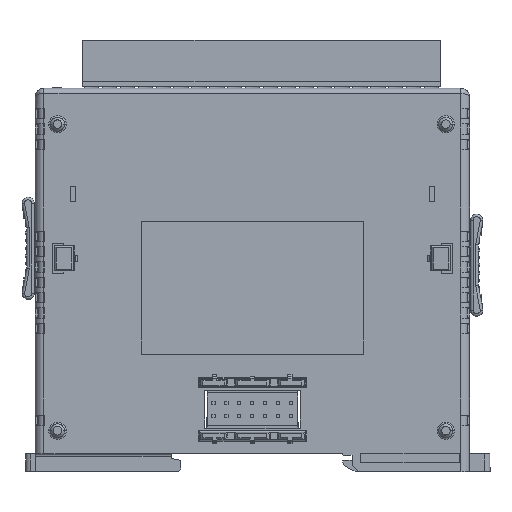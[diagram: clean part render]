
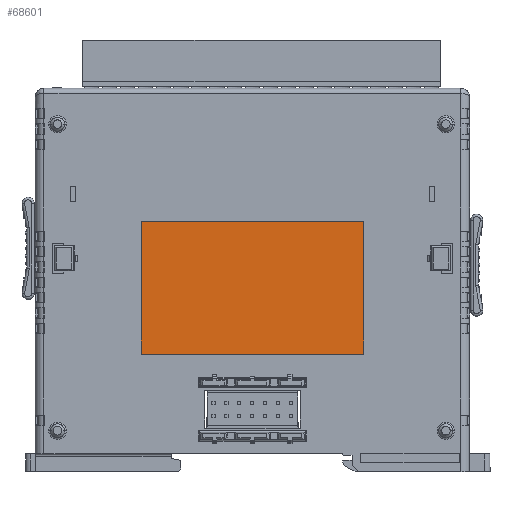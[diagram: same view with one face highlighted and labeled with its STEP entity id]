
A CAD part, left-side view. The second image highlights one B-rep face of the part: STEP entity #68601.
In plain terms, the highlighted planar face has unit normal (-1, 0, 0).
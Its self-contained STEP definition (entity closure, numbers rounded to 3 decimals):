
#2497 = EDGE_CURVE ( 'NONE', #158127, #127063, #9523, .T. ) ;
#9386 = EDGE_CURVE ( 'NONE', #157906, #158127, #189829, .T. ) ;
#9523 = LINE ( 'NONE', #122334, #109206 ) ;
#10981 = CARTESIAN_POINT ( 'NONE',  ( 83., -9.914, -36.586 ) ) ;
#18743 = EDGE_LOOP ( 'NONE', ( #174946, #86288, #158833, #62546, #158440, #184860, #98292, #77860 ) ) ;
#20382 = CARTESIAN_POINT ( 'NONE',  ( 83., 10.986, -36.386 ) ) ;
#30022 = CARTESIAN_POINT ( 'NONE',  ( 83., -53.114, -36.586 ) ) ;
#32814 = EDGE_CURVE ( 'NONE', #67743, #73064, #170510, .T. ) ;
#34045 = CARTESIAN_POINT ( 'NONE',  ( 83., 10.986, -75.386 ) ) ;
#34562 = EDGE_CURVE ( 'NONE', #36705, #67743, #34858, .T. ) ;
#34692 = DIRECTION ( 'NONE',  ( 0., 0., 1. ) ) ;
#34858 = LINE ( 'NONE', #60943, #62690 ) ;
#36705 = VERTEX_POINT ( 'NONE', #180771 ) ;
#37712 = AXIS2_PLACEMENT_3D ( 'NONE', #10981, #84242, #128901 ) ;
#40539 = CARTESIAN_POINT ( 'NONE',  ( 83., -53.314, -62.186 ) ) ;
#46634 = CARTESIAN_POINT ( 'NONE',  ( 83., -53.114, -36.386 ) ) ;
#48962 = PLANE ( 'NONE',  #94842 ) ;
#50100 = CARTESIAN_POINT ( 'NONE',  ( 83., -9.714, -36.586 ) ) ;
#50701 = VERTEX_POINT ( 'NONE', #46634 ) ;
#53888 = AXIS2_PLACEMENT_3D ( 'NONE', #87880, #102819, #146792 ) ;
#55254 = EDGE_CURVE ( 'NONE', #95736, #50701, #102938, .T. ) ;
#60943 = CARTESIAN_POINT ( 'NONE',  ( 83., 10.986, -62.386 ) ) ;
#60973 = DIRECTION ( 'NONE',  ( -1., 0., 0. ) ) ;
#62258 = CARTESIAN_POINT ( 'NONE',  ( 83., -9.914, -62.186 ) ) ;
#62546 = ORIENTED_EDGE ( 'NONE', *, *, #106690, .T. ) ;
#62690 = VECTOR ( 'NONE', #147650, 1000. ) ;
#64524 = DIRECTION ( 'NONE',  ( 0., -1., 0. ) ) ;
#67743 = VERTEX_POINT ( 'NONE', #112748 ) ;
#68601 = ADVANCED_FACE ( 'NONE', ( #159390 ), #48962, .F. ) ;
#69906 = LINE ( 'NONE', #20382, #104570 ) ;
#73064 = VERTEX_POINT ( 'NONE', #40539 ) ;
#77769 = CARTESIAN_POINT ( 'NONE',  ( 83., -53.314, -75.386 ) ) ;
#77860 = ORIENTED_EDGE ( 'NONE', *, *, #2497, .T. ) ;
#78740 = DIRECTION ( 'NONE',  ( -1., 0., 0. ) ) ;
#80855 = DIRECTION ( 'NONE',  ( 0., 0., -1. ) ) ;
#84242 = DIRECTION ( 'NONE',  ( -1., 0., 0. ) ) ;
#85457 = AXIS2_PLACEMENT_3D ( 'NONE', #30022, #78740, #64524 ) ;
#86288 = ORIENTED_EDGE ( 'NONE', *, *, #34562, .T. ) ;
#87880 = CARTESIAN_POINT ( 'NONE',  ( 83., -53.114, -62.186 ) ) ;
#94842 = AXIS2_PLACEMENT_3D ( 'NONE', #34045, #167416, #34692 ) ;
#95736 = VERTEX_POINT ( 'NONE', #158892 ) ;
#98292 = ORIENTED_EDGE ( 'NONE', *, *, #9386, .T. ) ;
#102819 = DIRECTION ( 'NONE',  ( -1., 0., 0. ) ) ;
#102938 = CIRCLE ( 'NONE', #85457, 0.2 ) ;
#103674 = DIRECTION ( 'NONE',  ( 0., -1., 0. ) ) ;
#104570 = VECTOR ( 'NONE', #109767, 1000. ) ;
#106543 = EDGE_CURVE ( 'NONE', #127063, #36705, #114155, .T. ) ;
#106690 = EDGE_CURVE ( 'NONE', #73064, #95736, #132579, .T. ) ;
#109206 = VECTOR ( 'NONE', #80855, 1000. ) ;
#109767 = DIRECTION ( 'NONE',  ( 0., 1., 0. ) ) ;
#112748 = CARTESIAN_POINT ( 'NONE',  ( 83., -53.114, -62.386 ) ) ;
#114155 = CIRCLE ( 'NONE', #125826, 0.2 ) ;
#116960 = CARTESIAN_POINT ( 'NONE',  ( 83., -9.914, -36.386 ) ) ;
#122334 = CARTESIAN_POINT ( 'NONE',  ( 83., -9.714, -75.386 ) ) ;
#125826 = AXIS2_PLACEMENT_3D ( 'NONE', #62258, #60973, #103674 ) ;
#127063 = VERTEX_POINT ( 'NONE', #158380 ) ;
#128901 = DIRECTION ( 'NONE',  ( 0., -1., 0. ) ) ;
#132579 = LINE ( 'NONE', #77769, #176465 ) ;
#146792 = DIRECTION ( 'NONE',  ( 0., -1., 0. ) ) ;
#147650 = DIRECTION ( 'NONE',  ( 0., -1., 0. ) ) ;
#150806 = EDGE_CURVE ( 'NONE', #50701, #157906, #69906, .T. ) ;
#152079 = DIRECTION ( 'NONE',  ( 0., 0., 1. ) ) ;
#157906 = VERTEX_POINT ( 'NONE', #116960 ) ;
#158127 = VERTEX_POINT ( 'NONE', #50100 ) ;
#158380 = CARTESIAN_POINT ( 'NONE',  ( 83., -9.714, -62.186 ) ) ;
#158440 = ORIENTED_EDGE ( 'NONE', *, *, #55254, .T. ) ;
#158833 = ORIENTED_EDGE ( 'NONE', *, *, #32814, .T. ) ;
#158892 = CARTESIAN_POINT ( 'NONE',  ( 83., -53.314, -36.586 ) ) ;
#159390 = FACE_OUTER_BOUND ( 'NONE', #18743, .T. ) ;
#167416 = DIRECTION ( 'NONE',  ( 1., 0., 0. ) ) ;
#170510 = CIRCLE ( 'NONE', #53888, 0.2 ) ;
#174946 = ORIENTED_EDGE ( 'NONE', *, *, #106543, .T. ) ;
#176465 = VECTOR ( 'NONE', #152079, 1000. ) ;
#180771 = CARTESIAN_POINT ( 'NONE',  ( 83., -9.914, -62.386 ) ) ;
#184860 = ORIENTED_EDGE ( 'NONE', *, *, #150806, .T. ) ;
#189829 = CIRCLE ( 'NONE', #37712, 0.2 ) ;
